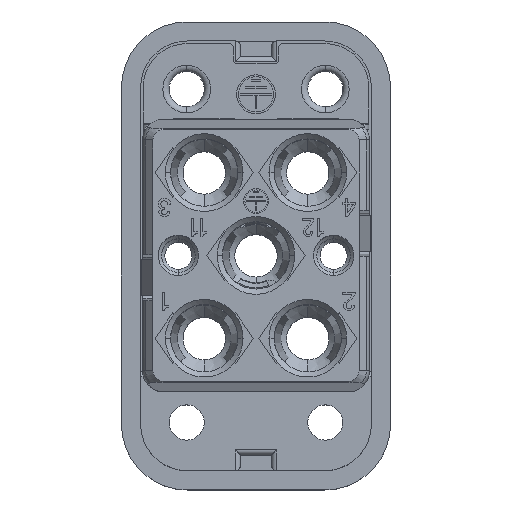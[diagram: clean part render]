
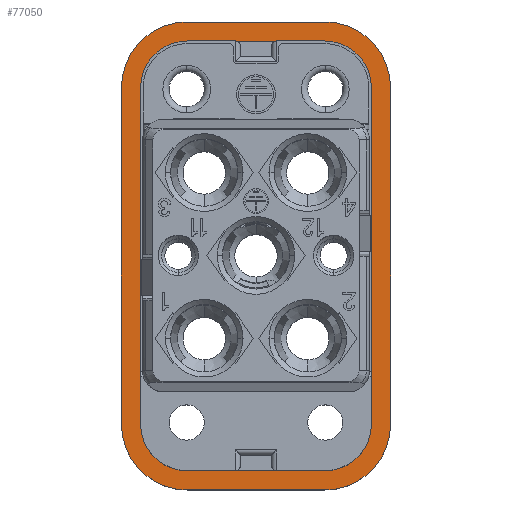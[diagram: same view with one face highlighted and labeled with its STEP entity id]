
A CAD part, top view. The second image highlights one B-rep face of the part: STEP entity #77050.
In plain terms, the highlighted face is planar.
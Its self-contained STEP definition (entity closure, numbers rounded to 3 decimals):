
#980=CARTESIAN_POINT('',(50.914,64.141,7.));
#990=DIRECTION('',(0.,-1.,0.));
#1000=VECTOR('',#990,1.);
#1010=LINE('',#980,#1000);
#1020=CARTESIAN_POINT('',(50.914,82.325,7.));
#1030=VERTEX_POINT('',#1020);
#1040=CARTESIAN_POINT('',(50.914,49.825,7.));
#1050=VERTEX_POINT('',#1040);
#1060=EDGE_CURVE('',#1030,#1050,#1010,.T.);
#75690=CARTESIAN_POINT('',(50.701,80.254,7.));
#75700=DIRECTION('',(0.,0.,1.));
#75710=DIRECTION('',(1.,0.,0.));
#75720=AXIS2_PLACEMENT_3D('',#75690,#75700,#75710);
#75730=PLANE('',#75720);
#75740=CARTESIAN_POINT('',(46.414,49.825,7.));
#75750=DIRECTION('',(0.,0.,1.));
#75760=DIRECTION('',(1.,0.,0.));
#75770=AXIS2_PLACEMENT_3D('',#75740,#75750,#75760);
#75780=CIRCLE('',#75770,6.35);
#75790=CARTESIAN_POINT('',(46.414,43.475,7.));
#75800=VERTEX_POINT('',#75790);
#75810=CARTESIAN_POINT('',(52.764,49.825,7.));
#75820=VERTEX_POINT('',#75810);
#75830=EDGE_CURVE('',#75800,#75820,#75780,.T.);
#75840=ORIENTED_EDGE('',*,*,#75830,.F.);
#75850=CARTESIAN_POINT('',(52.764,82.325,7.));
#75860=DIRECTION('',(0.,-1.,-0.));
#75870=VECTOR('',#75860,1.);
#75880=LINE('',#75850,#75870);
#75890=CARTESIAN_POINT('',(52.764,82.325,7.));
#75900=VERTEX_POINT('',#75890);
#75910=EDGE_CURVE('',#75900,#75820,#75880,.T.);
#75920=ORIENTED_EDGE('',*,*,#75910,.T.);
#75930=CARTESIAN_POINT('',(46.414,82.325,7.));
#75940=DIRECTION('',(0.,0.,1.));
#75950=DIRECTION('',(1.,0.,0.));
#75960=AXIS2_PLACEMENT_3D('',#75930,#75940,#75950);
#75970=CIRCLE('',#75960,6.35);
#75980=CARTESIAN_POINT('',(46.414,88.675,7.));
#75990=VERTEX_POINT('',#75980);
#76000=EDGE_CURVE('',#75900,#75990,#75970,.T.);
#76010=ORIENTED_EDGE('',*,*,#76000,.F.);
#76020=CARTESIAN_POINT('',(46.414,88.675,7.));
#76030=DIRECTION('',(-1.,0.,0.));
#76040=VECTOR('',#76030,1.);
#76050=LINE('',#76020,#76040);
#76060=CARTESIAN_POINT('',(33.114,88.675,7.));
#76070=VERTEX_POINT('',#76060);
#76080=EDGE_CURVE('',#75990,#76070,#76050,.T.);
#76090=ORIENTED_EDGE('',*,*,#76080,.F.);
#76100=CARTESIAN_POINT('',(33.114,82.325,7.));
#76110=DIRECTION('',(0.,0.,1.));
#76120=DIRECTION('',(1.,0.,0.));
#76130=AXIS2_PLACEMENT_3D('',#76100,#76110,#76120);
#76140=CIRCLE('',#76130,6.35);
#76150=CARTESIAN_POINT('',(26.764,82.325,7.));
#76160=VERTEX_POINT('',#76150);
#76170=EDGE_CURVE('',#76070,#76160,#76140,.T.);
#76180=ORIENTED_EDGE('',*,*,#76170,.F.);
#76190=CARTESIAN_POINT('',(26.764,82.325,7.));
#76200=DIRECTION('',(0.,-1.,0.));
#76210=VECTOR('',#76200,1.);
#76220=LINE('',#76190,#76210);
#76230=CARTESIAN_POINT('',(26.764,49.825,7.));
#76240=VERTEX_POINT('',#76230);
#76250=EDGE_CURVE('',#76160,#76240,#76220,.T.);
#76260=ORIENTED_EDGE('',*,*,#76250,.F.);
#76270=CARTESIAN_POINT('',(33.114,49.825,7.));
#76280=DIRECTION('',(0.,0.,1.));
#76290=DIRECTION('',(1.,0.,0.));
#76300=AXIS2_PLACEMENT_3D('',#76270,#76280,#76290);
#76310=CIRCLE('',#76300,6.35);
#76320=CARTESIAN_POINT('',(33.114,43.475,7.));
#76330=VERTEX_POINT('',#76320);
#76340=EDGE_CURVE('',#76240,#76330,#76310,.T.);
#76350=ORIENTED_EDGE('',*,*,#76340,.F.);
#76360=CARTESIAN_POINT('',(46.414,43.475,7.));
#76370=DIRECTION('',(-1.,0.,0.));
#76380=VECTOR('',#76370,1.);
#76390=LINE('',#76360,#76380);
#76400=EDGE_CURVE('',#75800,#76330,#76390,.T.);
#76410=ORIENTED_EDGE('',*,*,#76400,.T.);
#76420=EDGE_LOOP('',(#76410,#76350,#76260,#76180,#76090,#76010,#75920,
#75840));
#76430=FACE_OUTER_BOUND('',#76420,.T.);
#76440=CARTESIAN_POINT('',(50.264,86.825,7.));
#76450=DIRECTION('',(1.,0.,0.));
#76460=VECTOR('',#76450,1.);
#76470=LINE('',#76440,#76460);
#76480=CARTESIAN_POINT('',(33.114,86.825,7.));
#76490=VERTEX_POINT('',#76480);
#76500=CARTESIAN_POINT('',(46.414,86.825,7.));
#76510=VERTEX_POINT('',#76500);
#76520=EDGE_CURVE('',#76490,#76510,#76470,.T.);
#76530=ORIENTED_EDGE('',*,*,#76520,.F.);
#76540=CARTESIAN_POINT('',(46.414,82.325,7.));
#76550=DIRECTION('',(0.,0.,1.));
#76560=DIRECTION('',(1.,0.,0.));
#76570=AXIS2_PLACEMENT_3D('',#76540,#76550,#76560);
#76580=CIRCLE('',#76570,4.5);
#76590=EDGE_CURVE('',#1030,#76510,#76580,.T.);
#76600=ORIENTED_EDGE('',*,*,#76590,.T.);
#76610=ORIENTED_EDGE('',*,*,#1060,.F.);
#76620=CARTESIAN_POINT('',(46.414,49.825,7.));
#76630=DIRECTION('',(0.,0.,1.));
#76640=DIRECTION('',(1.,0.,0.));
#76650=AXIS2_PLACEMENT_3D('',#76620,#76630,#76640);
#76660=CIRCLE('',#76650,4.5);
#76670=CARTESIAN_POINT('',(46.414,45.325,7.));
#76680=VERTEX_POINT('',#76670);
#76690=EDGE_CURVE('',#76680,#1050,#76660,.T.);
#76700=ORIENTED_EDGE('',*,*,#76690,.T.);
#76710=CARTESIAN_POINT('',(50.264,45.325,7.));
#76720=DIRECTION('',(-1.,0.,0.));
#76730=VECTOR('',#76720,1.);
#76740=LINE('',#76710,#76730);
#76750=CARTESIAN_POINT('',(33.114,45.325,7.));
#76760=VERTEX_POINT('',#76750);
#76770=EDGE_CURVE('',#76680,#76760,#76740,.T.);
#76780=ORIENTED_EDGE('',*,*,#76770,.F.);
#76790=CARTESIAN_POINT('',(33.114,49.825,7.));
#76800=DIRECTION('',(0.,0.,1.));
#76810=DIRECTION('',(1.,0.,0.));
#76820=AXIS2_PLACEMENT_3D('',#76790,#76800,#76810);
#76830=CIRCLE('',#76820,4.5);
#76840=CARTESIAN_POINT('',(28.614,49.825,7.));
#76850=VERTEX_POINT('',#76840);
#76860=EDGE_CURVE('',#76850,#76760,#76830,.T.);
#76870=ORIENTED_EDGE('',*,*,#76860,.T.);
#76880=CARTESIAN_POINT('',(28.614,64.141,7.));
#76890=DIRECTION('',(0.,1.,0.));
#76900=VECTOR('',#76890,1.);
#76910=LINE('',#76880,#76900);
#76920=CARTESIAN_POINT('',(28.614,82.325,7.));
#76930=VERTEX_POINT('',#76920);
#76940=EDGE_CURVE('',#76850,#76930,#76910,.T.);
#76950=ORIENTED_EDGE('',*,*,#76940,.F.);
#76960=CARTESIAN_POINT('',(33.114,82.325,7.));
#76970=DIRECTION('',(0.,0.,1.));
#76980=DIRECTION('',(1.,0.,0.));
#76990=AXIS2_PLACEMENT_3D('',#76960,#76970,#76980);
#77000=CIRCLE('',#76990,4.5);
#77010=EDGE_CURVE('',#76490,#76930,#77000,.T.);
#77020=ORIENTED_EDGE('',*,*,#77010,.T.);
#77030=EDGE_LOOP('',(#77020,#76950,#76870,#76780,#76700,#76610,#76600,
#76530));
#77040=FACE_BOUND('',#77030,.T.);
#77050=ADVANCED_FACE('',(#76430,#77040),#75730,.F.);
